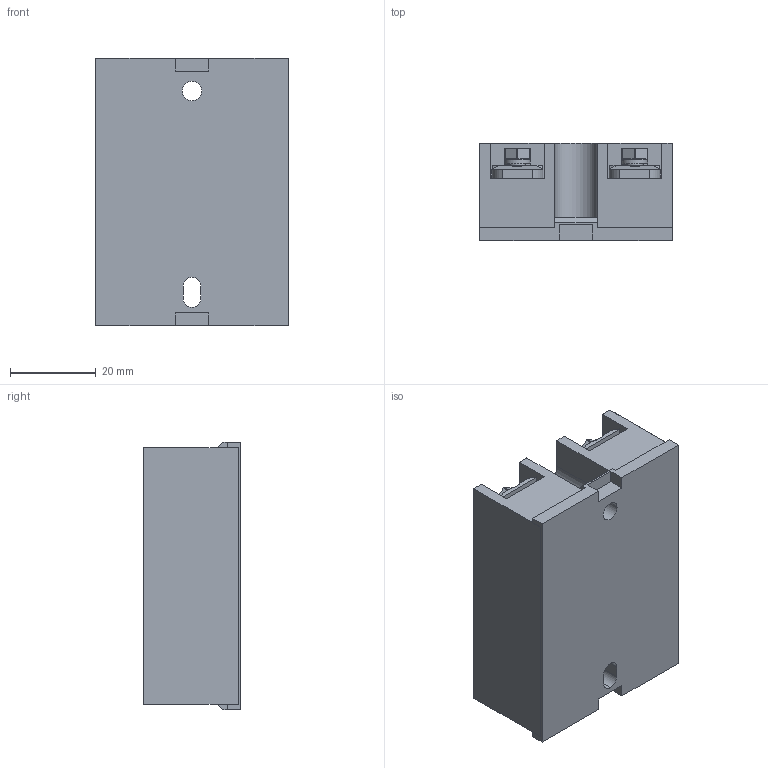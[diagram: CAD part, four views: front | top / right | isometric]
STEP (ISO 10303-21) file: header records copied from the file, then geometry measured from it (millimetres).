
FILE_DESCRIPTION (( 'STEP AP214' ), '1' );
FILE_NAME ('SSR-40 DA.STEP', '2019-02-13T04:22:11', ( '' ), ( '' ), 'SwSTEP 2.0', 'SolidWorks 2018', '' );
FILE_SCHEMA (( 'AUTOMOTIVE_DESIGN' ));
Length unit declared in the file: millimetre
Products named in the file (10): SSR-40 DA.iam; SSR-40 DA Small P W S.iam; SSR-40 DA Small Plate.ipt; SSR-40 DA Large P W S.iam; SSR-40 DA Lock Washer.ipt; SSR-40 DA Big Plate.ipt; SSR-40 DA Screw.ipt; SSR-40 DA TOP.ipt; SSR-40 DA BOTTOM.ipt; SSR-40 DA
Assembly tree (13 placements, depth 4):
  SSR-40 DA
    SSR-40 DA.iam
      SSR-40 DA BOTTOM.ipt
      SSR-40 DA TOP.ipt
      SSR-40 DA Large P W S.iam  x2
        SSR-40 DA Screw.ipt
        SSR-40 DA Big Plate.ipt
        SSR-40 DA Lock Washer.ipt
      SSR-40 DA Small P W S.iam  x2
        SSR-40 DA Screw.ipt
        SSR-40 DA Lock Washer.ipt
        SSR-40 DA Small Plate.ipt
Bounding box: 44.93 x 22.58 x 62.31 mm (x, y, z)
Volume: 23706.8 mm3; surface area: 25010 mm2
Topology: 14 solids, 14 shells, 793 faces, 2064 edges, 1309 vertices
Faces by surface type: plane 376, cylinder 284, cone 64, torus 51, sphere 10, bspline 8
Entity records: 13670 total; most frequent: CARTESIAN_POINT 2505, DIRECTION 2274, ORIENTED_EDGE 2164, EDGE_CURVE 1082, AXIS2_PLACEMENT_3D 783, LINE 708, VECTOR 708, VERTEX_POINT 690
